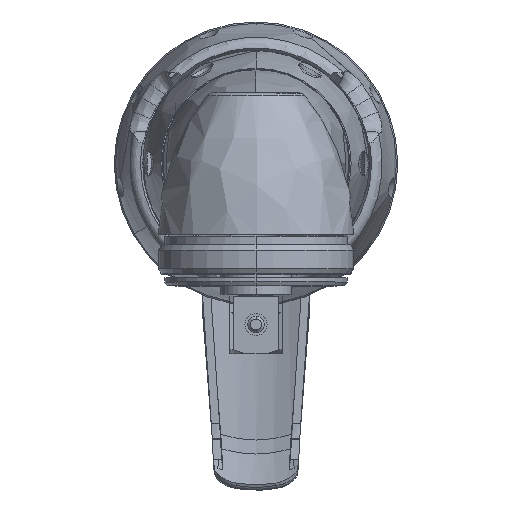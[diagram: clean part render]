
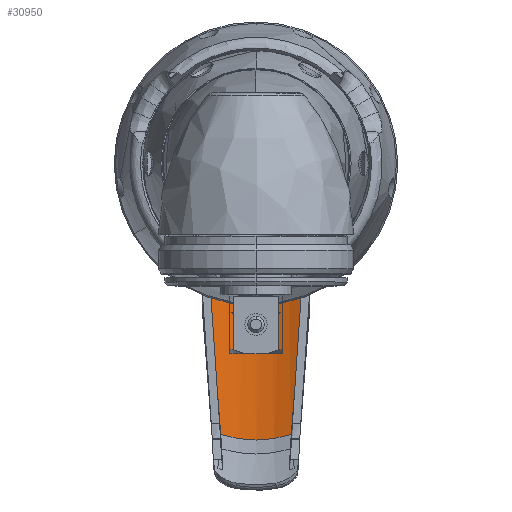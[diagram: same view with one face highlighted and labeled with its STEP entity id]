
A CAD part, top view. The second image highlights one B-rep face of the part: STEP entity #30950.
In plain terms, the highlighted cylindrical face has radius 19 mm (diameter 38 mm), a partial arc.
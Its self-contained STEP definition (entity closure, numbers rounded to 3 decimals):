
#28919=CARTESIAN_POINT('',(-6.386,-48.887,
86.235));
#28923=CARTESIAN_POINT('',(-6.386,-48.902,
86.279));
#29108=CARTESIAN_POINT('',(-7.963,-48.291,
86.483));
#29115=CARTESIAN_POINT('',(0.,-31.924,91.932));
#29116=DIRECTION('',(0.,0.316,-0.949));
#29117=DIRECTION('',(-0.336,-0.894,-0.298));
#29118=AXIS2_PLACEMENT_3D('',#29115,#29116,#29117);
#29125=CARTESIAN_POINT('',(6.386,-48.902,
86.279));
#29127=CARTESIAN_POINT('',(0.,-31.924,91.932));
#29128=DIRECTION('',(0.,0.316,-0.949));
#29129=DIRECTION('',(0.419,-0.861,-0.287));
#29130=AXIS2_PLACEMENT_3D('',#29127,#29128,#29129);
#29137=CARTESIAN_POINT('',(7.963,-48.291,
86.483));
#29171=CARTESIAN_POINT('',(0.,-31.924,91.932));
#29172=DIRECTION('',(0.,0.316,-0.949));
#29173=DIRECTION('',(0.336,-0.894,-0.298));
#29174=AXIS2_PLACEMENT_3D('',#29171,#29172,#29173);
#29176=CARTESIAN_POINT('',(-8.25,-20.06,2.123));
#29177=CARTESIAN_POINT('',(-8.156,-20.106,
2.116));
#29178=CARTESIAN_POINT('',(-7.968,-20.195,
2.103));
#29179=CARTESIAN_POINT('',(-7.779,-20.281,
2.09));
#29180=CARTESIAN_POINT('',(-7.684,-20.323,
2.084));
#29182=CARTESIAN_POINT('',(-7.684,-20.323,
2.084));
#29183=CARTESIAN_POINT('',(-7.646,-20.34,
2.081));
#29184=CARTESIAN_POINT('',(-7.571,-20.369,
2.065));
#29185=CARTESIAN_POINT('',(-7.459,-20.401,
2.007));
#29186=CARTESIAN_POINT('',(-7.362,-20.414,
1.919));
#29187=CARTESIAN_POINT('',(-7.295,-20.408,
1.81));
#29188=CARTESIAN_POINT('',(-7.262,-20.397,
1.734));
#29189=CARTESIAN_POINT('',(-7.254,-20.387,
1.693));
#29191=CARTESIAN_POINT('',(-7.254,-20.387,
1.693));
#29192=CARTESIAN_POINT('',(-7.254,-20.5,
2.034));
#29193=CARTESIAN_POINT('',(-7.25,-20.615,2.375));
#29194=CARTESIAN_POINT('',(-7.25,-20.729,2.716));
#29196=CARTESIAN_POINT('',(-7.25,-20.729,2.716));
#29197=CARTESIAN_POINT('',(-6.646,-21.102,
3.047));
#29198=CARTESIAN_POINT('',(-5.438,-21.739,3.613));
#29199=CARTESIAN_POINT('',(-3.625,-22.403,4.201));
#29200=CARTESIAN_POINT('',(-1.813,-22.793,4.548));
#29201=CARTESIAN_POINT('',(0.,-22.922,4.662));
#29202=CARTESIAN_POINT('',(1.813,-22.793,4.548));
#29203=CARTESIAN_POINT('',(3.625,-22.403,4.201));
#29204=CARTESIAN_POINT('',(5.438,-21.739,3.613));
#29205=CARTESIAN_POINT('',(6.646,-21.102,
3.047));
#29206=CARTESIAN_POINT('',(7.25,-20.729,2.716));
#29208=DIRECTION('',(0.,0.316,-0.949));
#29209=VECTOR('',#29208,1.088);
#29210=CARTESIAN_POINT('',(7.25,-20.729,2.716));
#29211=LINE('',#29210,#29209);
#29212=CARTESIAN_POINT('',(7.25,-20.385,1.684));
#29213=CARTESIAN_POINT('',(7.259,-20.396,
1.729));
#29214=CARTESIAN_POINT('',(7.296,-20.408,
1.813));
#29215=CARTESIAN_POINT('',(7.362,-20.414,
1.918));
#29216=CARTESIAN_POINT('',(7.459,-20.401,
2.007));
#29217=CARTESIAN_POINT('',(7.571,-20.369,
2.065));
#29218=CARTESIAN_POINT('',(7.646,-20.34,
2.081));
#29219=CARTESIAN_POINT('',(7.684,-20.323,
2.084));
#29221=CARTESIAN_POINT('',(7.684,-20.323,
2.084));
#29222=CARTESIAN_POINT('',(7.779,-20.281,
2.09));
#29223=CARTESIAN_POINT('',(7.968,-20.195,
2.103));
#29224=CARTESIAN_POINT('',(8.156,-20.106,
2.116));
#29225=CARTESIAN_POINT('',(8.25,-20.06,2.123));
#29227=DIRECTION('',(0.,-0.316,0.949));
#29228=VECTOR('',#29227,17.54);
#29229=CARTESIAN_POINT('',(8.25,-20.06,2.123));
#29230=LINE('',#29229,#29228);
#29231=CARTESIAN_POINT('',(8.25,-25.601,18.764));
#29232=CARTESIAN_POINT('',(8.099,-27.483,
24.186));
#29233=CARTESIAN_POINT('',(7.795,-31.276,
35.13));
#29234=CARTESIAN_POINT('',(7.333,-37.053,
51.846));
#29235=CARTESIAN_POINT('',(6.863,-42.919,
68.864));
#29236=CARTESIAN_POINT('',(6.546,-46.888,
80.411));
#29237=CARTESIAN_POINT('',(6.386,-48.887,
86.235));
#29239=CARTESIAN_POINT('',(6.386,-48.887,
86.235));
#29240=CARTESIAN_POINT('',(6.921,-48.711,
86.31));
#29241=CARTESIAN_POINT('',(7.447,-48.512,
86.393));
#29242=CARTESIAN_POINT('',(7.963,-48.291,
86.483));
#29244=CARTESIAN_POINT('',(-7.963,-48.291,
86.483));
#29245=CARTESIAN_POINT('',(-7.447,-48.512,
86.393));
#29246=CARTESIAN_POINT('',(-6.921,-48.711,
86.31));
#29247=CARTESIAN_POINT('',(-6.386,-48.887,
86.235));
#29249=CARTESIAN_POINT('',(-6.386,-48.887,
86.235));
#29250=CARTESIAN_POINT('',(-6.546,-46.888,
80.411));
#29251=CARTESIAN_POINT('',(-6.863,-42.919,
68.864));
#29252=CARTESIAN_POINT('',(-7.333,-37.053,
51.846));
#29253=CARTESIAN_POINT('',(-7.795,-31.276,
35.13));
#29254=CARTESIAN_POINT('',(-8.099,-27.483,
24.186));
#29255=CARTESIAN_POINT('',(-8.25,-25.601,18.764));
#29257=DIRECTION('',(0.,0.316,-0.949));
#29258=VECTOR('',#29257,17.54);
#29259=CARTESIAN_POINT('',(-8.25,-25.601,18.764));
#29260=LINE('',#29259,#29258);
#29435=VERTEX_POINT('',#29108);
#29438=VERTEX_POINT('',#28923);
#29439=VERTEX_POINT('',#28919);
#29447=VERTEX_POINT('',#29255);
#29448=VERTEX_POINT('',#29137);
#29452=VERTEX_POINT('',#29125);
#29458=VERTEX_POINT('',#29239);
#29459=VERTEX_POINT('',#29231);
#29541=CARTESIAN_POINT('',(-8.25,-20.06,2.123));
#29542=VERTEX_POINT('',#29541);
#29543=CARTESIAN_POINT('',(8.25,-20.06,2.123));
#29544=VERTEX_POINT('',#29543);
#29545=VERTEX_POINT('',#29196);
#29546=VERTEX_POINT('',#29206);
#29559=VERTEX_POINT('',#29180);
#29560=VERTEX_POINT('',#29221);
#29565=VERTEX_POINT('',#29212);
#29568=VERTEX_POINT('',#29189);
#30914=CARTESIAN_POINT('',(0.,-3.495,6.548));
#30915=DIRECTION('',(0.,-0.316,0.949));
#30916=DIRECTION('',(0.,-0.949,-0.316));
#30917=AXIS2_PLACEMENT_3D('',#30914,#30915,#30916);
#30918=CYLINDRICAL_SURFACE('',#30917,19.);
#30920=ORIENTED_EDGE('',*,*,#30919,.T.);
#30922=ORIENTED_EDGE('',*,*,#30921,.T.);
#30924=ORIENTED_EDGE('',*,*,#30923,.T.);
#30926=ORIENTED_EDGE('',*,*,#30925,.T.);
#30928=ORIENTED_EDGE('',*,*,#30927,.T.);
#30930=ORIENTED_EDGE('',*,*,#30929,.T.);
#30932=ORIENTED_EDGE('',*,*,#30931,.T.);
#30934=ORIENTED_EDGE('',*,*,#30933,.T.);
#30936=ORIENTED_EDGE('',*,*,#30935,.T.);
#30938=ORIENTED_EDGE('',*,*,#30937,.T.);
#30939=ORIENTED_EDGE('',*,*,#30876,.T.);
#30940=ORIENTED_EDGE('',*,*,#30902,.T.);
#30941=ORIENTED_EDGE('',*,*,#30857,.T.);
#30943=ORIENTED_EDGE('',*,*,#30942,.T.);
#30945=ORIENTED_EDGE('',*,*,#30944,.T.);
#30947=ORIENTED_EDGE('',*,*,#30946,.T.);
#30948=EDGE_LOOP('',(#30920,#30922,#30924,#30926,#30928,#30930,#30932,#30934,
#30936,#30938,#30939,#30940,#30941,#30943,#30945,#30947));
#30949=FACE_OUTER_BOUND('',#30948,.F.);
#30950=ADVANCED_FACE('',(#30949),#30918,.F.);
#29119=CIRCLE('',#29118,19.);
#29131=CIRCLE('',#29130,19.);
#29175=CIRCLE('',#29174,19.);
#29181=B_SPLINE_CURVE_WITH_KNOTS('',3,(#29176,#29177,#29178,#29179,#29180),
.UNSPECIFIED.,.F.,.F.,(4,1,4),(0.,0.5,1.),.UNSPECIFIED.);
#29190=B_SPLINE_CURVE_WITH_KNOTS('',3,(#29182,#29183,#29184,#29185,#29186,
#29187,#29188,#29189),.UNSPECIFIED.,.F.,.F.,(4,1,1,1,1,4),(0.,0.2,0.4,
0.6,0.8,1.),.UNSPECIFIED.);
#29195=B_SPLINE_CURVE_WITH_KNOTS('',3,(#29191,#29192,#29193,#29194),
.UNSPECIFIED.,.F.,.F.,(4,4),(0.,1.),.UNSPECIFIED.);
#29207=B_SPLINE_CURVE_WITH_KNOTS('',3,(#29196,#29197,#29198,#29199,#29200,
#29201,#29202,#29203,#29204,#29205,#29206),.UNSPECIFIED.,.F.,.F.,(4,1,1,1,1,1,1,
1,4),(0.,0.125,0.25,0.375,0.5,0.625,0.75,0.875,1.),
.UNSPECIFIED.);
#29220=B_SPLINE_CURVE_WITH_KNOTS('',3,(#29212,#29213,#29214,#29215,#29216,
#29217,#29218,#29219),.UNSPECIFIED.,.F.,.F.,(4,1,1,1,1,4),(0.,0.2,0.4,
0.6,0.8,1.),.UNSPECIFIED.);
#29226=B_SPLINE_CURVE_WITH_KNOTS('',3,(#29221,#29222,#29223,#29224,#29225),
.UNSPECIFIED.,.F.,.F.,(4,1,4),(0.,0.5,1.),.UNSPECIFIED.);
#29238=B_SPLINE_CURVE_WITH_KNOTS('',3,(#29231,#29232,#29233,#29234,#29235,
#29236,#29237),.UNSPECIFIED.,.F.,.F.,(4,1,1,1,4),(0.,0.25,0.5,0.75,
1.),.UNSPECIFIED.);
#29243=B_SPLINE_CURVE_WITH_KNOTS('',3,(#29239,#29240,#29241,#29242),
.UNSPECIFIED.,.F.,.F.,(4,4),(0.,1.),.UNSPECIFIED.);
#29248=B_SPLINE_CURVE_WITH_KNOTS('',3,(#29244,#29245,#29246,#29247),
.UNSPECIFIED.,.F.,.F.,(4,4),(0.,1.),.UNSPECIFIED.);
#29256=B_SPLINE_CURVE_WITH_KNOTS('',3,(#29249,#29250,#29251,#29252,#29253,
#29254,#29255),.UNSPECIFIED.,.F.,.F.,(4,1,1,1,4),(0.,0.25,0.5,0.75,
1.),.UNSPECIFIED.);
#30857=EDGE_CURVE('',#29438,#29435,#29119,.T.);
#30876=EDGE_CURVE('',#29448,#29452,#29131,.T.);
#30902=EDGE_CURVE('',#29452,#29438,#29175,.T.);
#30919=EDGE_CURVE('',#29542,#29559,#29181,.T.);
#30921=EDGE_CURVE('',#29559,#29568,#29190,.T.);
#30923=EDGE_CURVE('',#29568,#29545,#29195,.T.);
#30925=EDGE_CURVE('',#29545,#29546,#29207,.T.);
#30927=EDGE_CURVE('',#29546,#29565,#29211,.T.);
#30929=EDGE_CURVE('',#29565,#29560,#29220,.T.);
#30931=EDGE_CURVE('',#29560,#29544,#29226,.T.);
#30933=EDGE_CURVE('',#29544,#29459,#29230,.T.);
#30935=EDGE_CURVE('',#29459,#29458,#29238,.T.);
#30937=EDGE_CURVE('',#29458,#29448,#29243,.T.);
#30942=EDGE_CURVE('',#29435,#29439,#29248,.T.);
#30944=EDGE_CURVE('',#29439,#29447,#29256,.T.);
#30946=EDGE_CURVE('',#29447,#29542,#29260,.T.);
